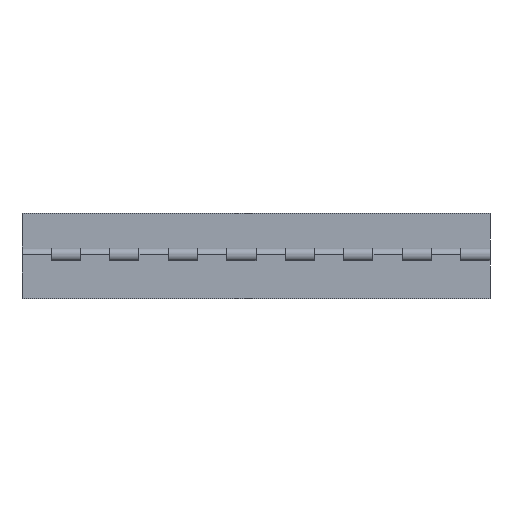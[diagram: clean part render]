
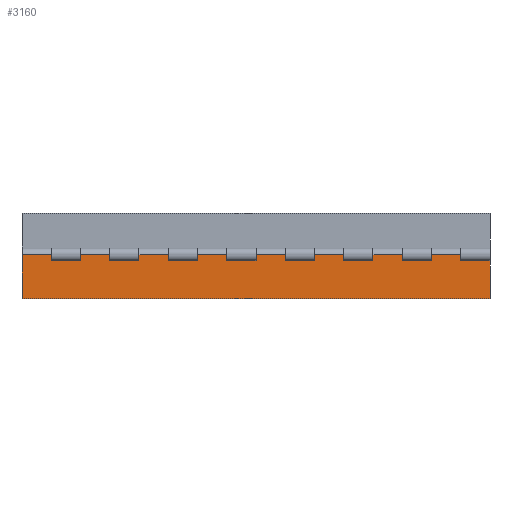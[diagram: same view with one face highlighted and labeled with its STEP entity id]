
A CAD part, top view. The second image highlights one B-rep face of the part: STEP entity #3160.
In plain terms, the highlighted planar face has unit normal (0, 0, 1).
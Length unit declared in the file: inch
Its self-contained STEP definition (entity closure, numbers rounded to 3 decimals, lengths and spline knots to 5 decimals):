
#222=FACE_OUTER_BOUND('',#393,.T.);
#393=EDGE_LOOP('',(#2647,#2648,#2649,#2650,#2651,#2652,#2653,#2654,#2655,
#2656,#2657,#2658,#2659,#2660,#2661,#2662,#2663,#2664,#2665,#2666,#2667,
#2668,#2669,#2670,#2671,#2672,#2673,#2674,#2675,#2676,#2677,#2678,#2679,
#2680));
#788=LINE('',#5067,#1142);
#793=LINE('',#5080,#1147);
#794=LINE('',#5084,#1148);
#795=LINE('',#5086,#1149);
#796=LINE('',#5088,#1150);
#797=LINE('',#5089,#1151);
#798=LINE('',#5091,#1152);
#799=LINE('',#5093,#1153);
#800=LINE('',#5095,#1154);
#801=LINE('',#5097,#1155);
#802=LINE('',#5099,#1156);
#803=LINE('',#5101,#1157);
#804=LINE('',#5103,#1158);
#805=LINE('',#5105,#1159);
#806=LINE('',#5107,#1160);
#807=LINE('',#5109,#1161);
#808=LINE('',#5111,#1162);
#809=LINE('',#5113,#1163);
#810=LINE('',#5115,#1164);
#811=LINE('',#5117,#1165);
#812=LINE('',#5119,#1166);
#813=LINE('',#5121,#1167);
#814=LINE('',#5123,#1168);
#815=LINE('',#5125,#1169);
#816=LINE('',#5127,#1170);
#817=LINE('',#5129,#1171);
#818=LINE('',#5131,#1172);
#819=LINE('',#5133,#1173);
#820=LINE('',#5135,#1174);
#821=LINE('',#5137,#1175);
#822=LINE('',#5139,#1176);
#823=LINE('',#5141,#1177);
#824=LINE('',#5143,#1178);
#825=LINE('',#5144,#1179);
#1142=VECTOR('',#4132,1.5);
#1147=VECTOR('',#4143,16.);
#1148=VECTOR('',#4146,0.215);
#1149=VECTOR('',#4147,1.);
#1150=VECTOR('',#4148,0.215);
#1151=VECTOR('',#4149,1.);
#1152=VECTOR('',#4150,1.285);
#1153=VECTOR('',#4151,1.);
#1154=VECTOR('',#4152,0.215);
#1155=VECTOR('',#4153,1.);
#1156=VECTOR('',#4154,0.215);
#1157=VECTOR('',#4155,1.);
#1158=VECTOR('',#4156,0.215);
#1159=VECTOR('',#4157,1.);
#1160=VECTOR('',#4158,0.215);
#1161=VECTOR('',#4159,1.);
#1162=VECTOR('',#4160,0.215);
#1163=VECTOR('',#4161,1.);
#1164=VECTOR('',#4162,0.215);
#1165=VECTOR('',#4163,1.);
#1166=VECTOR('',#4164,0.215);
#1167=VECTOR('',#4165,1.);
#1168=VECTOR('',#4166,0.215);
#1169=VECTOR('',#4167,1.);
#1170=VECTOR('',#4168,0.215);
#1171=VECTOR('',#4169,1.);
#1172=VECTOR('',#4170,0.215);
#1173=VECTOR('',#4171,1.);
#1174=VECTOR('',#4172,0.215);
#1175=VECTOR('',#4173,1.);
#1176=VECTOR('',#4174,0.215);
#1177=VECTOR('',#4175,1.);
#1178=VECTOR('',#4176,0.215);
#1179=VECTOR('',#4177,1.);
#1466=VERTEX_POINT('',#5064);
#1467=VERTEX_POINT('',#5066);
#1472=VERTEX_POINT('',#5078);
#1473=VERTEX_POINT('',#5082);
#1474=VERTEX_POINT('',#5083);
#1475=VERTEX_POINT('',#5085);
#1476=VERTEX_POINT('',#5087);
#1477=VERTEX_POINT('',#5090);
#1478=VERTEX_POINT('',#5092);
#1479=VERTEX_POINT('',#5094);
#1480=VERTEX_POINT('',#5096);
#1481=VERTEX_POINT('',#5098);
#1482=VERTEX_POINT('',#5100);
#1483=VERTEX_POINT('',#5102);
#1484=VERTEX_POINT('',#5104);
#1485=VERTEX_POINT('',#5106);
#1486=VERTEX_POINT('',#5108);
#1487=VERTEX_POINT('',#5110);
#1488=VERTEX_POINT('',#5112);
#1489=VERTEX_POINT('',#5114);
#1490=VERTEX_POINT('',#5116);
#1491=VERTEX_POINT('',#5118);
#1492=VERTEX_POINT('',#5120);
#1493=VERTEX_POINT('',#5122);
#1494=VERTEX_POINT('',#5124);
#1495=VERTEX_POINT('',#5126);
#1496=VERTEX_POINT('',#5128);
#1497=VERTEX_POINT('',#5130);
#1498=VERTEX_POINT('',#5132);
#1499=VERTEX_POINT('',#5134);
#1500=VERTEX_POINT('',#5136);
#1501=VERTEX_POINT('',#5138);
#1502=VERTEX_POINT('',#5140);
#1503=VERTEX_POINT('',#5142);
#1874=EDGE_CURVE('',#1466,#1467,#788,.T.);
#1881=EDGE_CURVE('',#1472,#1466,#793,.T.);
#1882=EDGE_CURVE('',#1473,#1474,#794,.T.);
#1883=EDGE_CURVE('',#1473,#1475,#795,.T.);
#1884=EDGE_CURVE('',#1475,#1476,#796,.T.);
#1885=EDGE_CURVE('',#1476,#1467,#797,.T.);
#1886=EDGE_CURVE('',#1472,#1477,#798,.T.);
#1887=EDGE_CURVE('',#1478,#1477,#799,.T.);
#1888=EDGE_CURVE('',#1478,#1479,#800,.T.);
#1889=EDGE_CURVE('',#1479,#1480,#801,.T.);
#1890=EDGE_CURVE('',#1481,#1480,#802,.T.);
#1891=EDGE_CURVE('',#1481,#1482,#803,.T.);
#1892=EDGE_CURVE('',#1482,#1483,#804,.T.);
#1893=EDGE_CURVE('',#1483,#1484,#805,.T.);
#1894=EDGE_CURVE('',#1485,#1484,#806,.T.);
#1895=EDGE_CURVE('',#1485,#1486,#807,.T.);
#1896=EDGE_CURVE('',#1486,#1487,#808,.T.);
#1897=EDGE_CURVE('',#1487,#1488,#809,.T.);
#1898=EDGE_CURVE('',#1489,#1488,#810,.T.);
#1899=EDGE_CURVE('',#1489,#1490,#811,.T.);
#1900=EDGE_CURVE('',#1490,#1491,#812,.T.);
#1901=EDGE_CURVE('',#1491,#1492,#813,.T.);
#1902=EDGE_CURVE('',#1493,#1492,#814,.T.);
#1903=EDGE_CURVE('',#1493,#1494,#815,.T.);
#1904=EDGE_CURVE('',#1494,#1495,#816,.T.);
#1905=EDGE_CURVE('',#1495,#1496,#817,.T.);
#1906=EDGE_CURVE('',#1497,#1496,#818,.T.);
#1907=EDGE_CURVE('',#1497,#1498,#819,.T.);
#1908=EDGE_CURVE('',#1498,#1499,#820,.T.);
#1909=EDGE_CURVE('',#1499,#1500,#821,.T.);
#1910=EDGE_CURVE('',#1501,#1500,#822,.T.);
#1911=EDGE_CURVE('',#1501,#1502,#823,.T.);
#1912=EDGE_CURVE('',#1502,#1503,#824,.T.);
#1913=EDGE_CURVE('',#1503,#1474,#825,.T.);
#2647=ORIENTED_EDGE('',*,*,#1882,.F.);
#2648=ORIENTED_EDGE('',*,*,#1883,.T.);
#2649=ORIENTED_EDGE('',*,*,#1884,.T.);
#2650=ORIENTED_EDGE('',*,*,#1885,.T.);
#2651=ORIENTED_EDGE('',*,*,#1874,.F.);
#2652=ORIENTED_EDGE('',*,*,#1881,.F.);
#2653=ORIENTED_EDGE('',*,*,#1886,.T.);
#2654=ORIENTED_EDGE('',*,*,#1887,.F.);
#2655=ORIENTED_EDGE('',*,*,#1888,.T.);
#2656=ORIENTED_EDGE('',*,*,#1889,.T.);
#2657=ORIENTED_EDGE('',*,*,#1890,.F.);
#2658=ORIENTED_EDGE('',*,*,#1891,.T.);
#2659=ORIENTED_EDGE('',*,*,#1892,.T.);
#2660=ORIENTED_EDGE('',*,*,#1893,.T.);
#2661=ORIENTED_EDGE('',*,*,#1894,.F.);
#2662=ORIENTED_EDGE('',*,*,#1895,.T.);
#2663=ORIENTED_EDGE('',*,*,#1896,.T.);
#2664=ORIENTED_EDGE('',*,*,#1897,.T.);
#2665=ORIENTED_EDGE('',*,*,#1898,.F.);
#2666=ORIENTED_EDGE('',*,*,#1899,.T.);
#2667=ORIENTED_EDGE('',*,*,#1900,.T.);
#2668=ORIENTED_EDGE('',*,*,#1901,.T.);
#2669=ORIENTED_EDGE('',*,*,#1902,.F.);
#2670=ORIENTED_EDGE('',*,*,#1903,.T.);
#2671=ORIENTED_EDGE('',*,*,#1904,.T.);
#2672=ORIENTED_EDGE('',*,*,#1905,.T.);
#2673=ORIENTED_EDGE('',*,*,#1906,.F.);
#2674=ORIENTED_EDGE('',*,*,#1907,.T.);
#2675=ORIENTED_EDGE('',*,*,#1908,.T.);
#2676=ORIENTED_EDGE('',*,*,#1909,.T.);
#2677=ORIENTED_EDGE('',*,*,#1910,.F.);
#2678=ORIENTED_EDGE('',*,*,#1911,.T.);
#2679=ORIENTED_EDGE('',*,*,#1912,.T.);
#2680=ORIENTED_EDGE('',*,*,#1913,.T.);
#3015=PLANE('',#3439);
#3160=ADVANCED_FACE('',(#222),#3015,.T.);
#3439=AXIS2_PLACEMENT_3D('',#5081,#4144,#4145);
#4132=DIRECTION('',(0.,1.,0.));
#4143=DIRECTION('',(-1.,0.,0.));
#4144=DIRECTION('center_axis',(0.,0.,1.));
#4145=DIRECTION('ref_axis',(0.,-1.,0.));
#4146=DIRECTION('',(0.,1.,0.));
#4147=DIRECTION('',(-1.,0.,0.));
#4148=DIRECTION('',(0.,1.,0.));
#4149=DIRECTION('',(-1.,0.,0.));
#4150=DIRECTION('',(0.,1.,0.));
#4151=DIRECTION('',(1.,0.,0.));
#4152=DIRECTION('',(0.,1.,0.));
#4153=DIRECTION('',(-1.,0.,0.));
#4154=DIRECTION('',(0.,1.,0.));
#4155=DIRECTION('',(-1.,0.,0.));
#4156=DIRECTION('',(0.,1.,0.));
#4157=DIRECTION('',(-1.,0.,0.));
#4158=DIRECTION('',(0.,1.,0.));
#4159=DIRECTION('',(-1.,0.,0.));
#4160=DIRECTION('',(0.,1.,0.));
#4161=DIRECTION('',(-1.,0.,0.));
#4162=DIRECTION('',(0.,1.,0.));
#4163=DIRECTION('',(-1.,0.,0.));
#4164=DIRECTION('',(0.,1.,0.));
#4165=DIRECTION('',(-1.,0.,0.));
#4166=DIRECTION('',(0.,1.,0.));
#4167=DIRECTION('',(-1.,0.,0.));
#4168=DIRECTION('',(0.,1.,0.));
#4169=DIRECTION('',(-1.,0.,0.));
#4170=DIRECTION('',(0.,1.,0.));
#4171=DIRECTION('',(-1.,0.,0.));
#4172=DIRECTION('',(0.,1.,0.));
#4173=DIRECTION('',(-1.,0.,0.));
#4174=DIRECTION('',(0.,1.,0.));
#4175=DIRECTION('',(-1.,0.,0.));
#4176=DIRECTION('',(0.,1.,0.));
#4177=DIRECTION('',(-1.,0.,0.));
#5064=CARTESIAN_POINT('',(-8.,-1.5,0.));
#5066=CARTESIAN_POINT('',(-8.,0.,0.));
#5067=CARTESIAN_POINT('',(-8.,-1.5,0.));
#5078=CARTESIAN_POINT('',(8.,-1.5,0.));
#5080=CARTESIAN_POINT('',(8.,-1.5,0.));
#5081=CARTESIAN_POINT('Origin',(-8.,0.,0.));
#5082=CARTESIAN_POINT('',(-6.,-0.215,0.));
#5083=CARTESIAN_POINT('',(-6.,0.,0.));
#5084=CARTESIAN_POINT('',(-6.,-0.215,0.));
#5085=CARTESIAN_POINT('',(-7.,-0.215,0.));
#5086=CARTESIAN_POINT('',(-6.,-0.215,0.));
#5087=CARTESIAN_POINT('',(-7.,0.,0.));
#5088=CARTESIAN_POINT('',(-7.,-0.215,0.));
#5089=CARTESIAN_POINT('',(-7.,0.,0.));
#5090=CARTESIAN_POINT('',(8.,-0.215,0.));
#5091=CARTESIAN_POINT('',(8.,-1.5,0.));
#5092=CARTESIAN_POINT('',(7.,-0.215,0.));
#5093=CARTESIAN_POINT('',(7.,-0.215,0.));
#5094=CARTESIAN_POINT('',(7.,0.,0.));
#5095=CARTESIAN_POINT('',(7.,-0.215,0.));
#5096=CARTESIAN_POINT('',(6.,0.,0.));
#5097=CARTESIAN_POINT('',(7.,0.,0.));
#5098=CARTESIAN_POINT('',(6.,-0.215,0.));
#5099=CARTESIAN_POINT('',(6.,-0.215,0.));
#5100=CARTESIAN_POINT('',(5.,-0.215,0.));
#5101=CARTESIAN_POINT('',(6.,-0.215,0.));
#5102=CARTESIAN_POINT('',(5.,0.,0.));
#5103=CARTESIAN_POINT('',(5.,-0.215,0.));
#5104=CARTESIAN_POINT('',(4.,0.,0.));
#5105=CARTESIAN_POINT('',(5.,0.,0.));
#5106=CARTESIAN_POINT('',(4.,-0.215,0.));
#5107=CARTESIAN_POINT('',(4.,-0.215,0.));
#5108=CARTESIAN_POINT('',(3.,-0.215,0.));
#5109=CARTESIAN_POINT('',(4.,-0.215,0.));
#5110=CARTESIAN_POINT('',(3.,0.,0.));
#5111=CARTESIAN_POINT('',(3.,-0.215,0.));
#5112=CARTESIAN_POINT('',(2.,0.,0.));
#5113=CARTESIAN_POINT('',(3.,0.,0.));
#5114=CARTESIAN_POINT('',(2.,-0.215,0.));
#5115=CARTESIAN_POINT('',(2.,-0.215,0.));
#5116=CARTESIAN_POINT('',(1.,-0.215,0.));
#5117=CARTESIAN_POINT('',(2.,-0.215,0.));
#5118=CARTESIAN_POINT('',(1.,0.,0.));
#5119=CARTESIAN_POINT('',(1.,-0.215,0.));
#5120=CARTESIAN_POINT('',(0.,0.,0.));
#5121=CARTESIAN_POINT('',(1.,0.,0.));
#5122=CARTESIAN_POINT('',(0.,-0.215,0.));
#5123=CARTESIAN_POINT('',(0.,-0.215,0.));
#5124=CARTESIAN_POINT('',(-1.,-0.215,0.));
#5125=CARTESIAN_POINT('',(0.,-0.215,0.));
#5126=CARTESIAN_POINT('',(-1.,0.,0.));
#5127=CARTESIAN_POINT('',(-1.,-0.215,0.));
#5128=CARTESIAN_POINT('',(-2.,0.,0.));
#5129=CARTESIAN_POINT('',(-1.,0.,0.));
#5130=CARTESIAN_POINT('',(-2.,-0.215,0.));
#5131=CARTESIAN_POINT('',(-2.,-0.215,0.));
#5132=CARTESIAN_POINT('',(-3.,-0.215,0.));
#5133=CARTESIAN_POINT('',(-2.,-0.215,0.));
#5134=CARTESIAN_POINT('',(-3.,0.,0.));
#5135=CARTESIAN_POINT('',(-3.,-0.215,0.));
#5136=CARTESIAN_POINT('',(-4.,0.,0.));
#5137=CARTESIAN_POINT('',(-3.,0.,0.));
#5138=CARTESIAN_POINT('',(-4.,-0.215,0.));
#5139=CARTESIAN_POINT('',(-4.,-0.215,0.));
#5140=CARTESIAN_POINT('',(-5.,-0.215,0.));
#5141=CARTESIAN_POINT('',(-4.,-0.215,0.));
#5142=CARTESIAN_POINT('',(-5.,0.,0.));
#5143=CARTESIAN_POINT('',(-5.,-0.215,0.));
#5144=CARTESIAN_POINT('',(-5.,0.,0.));
